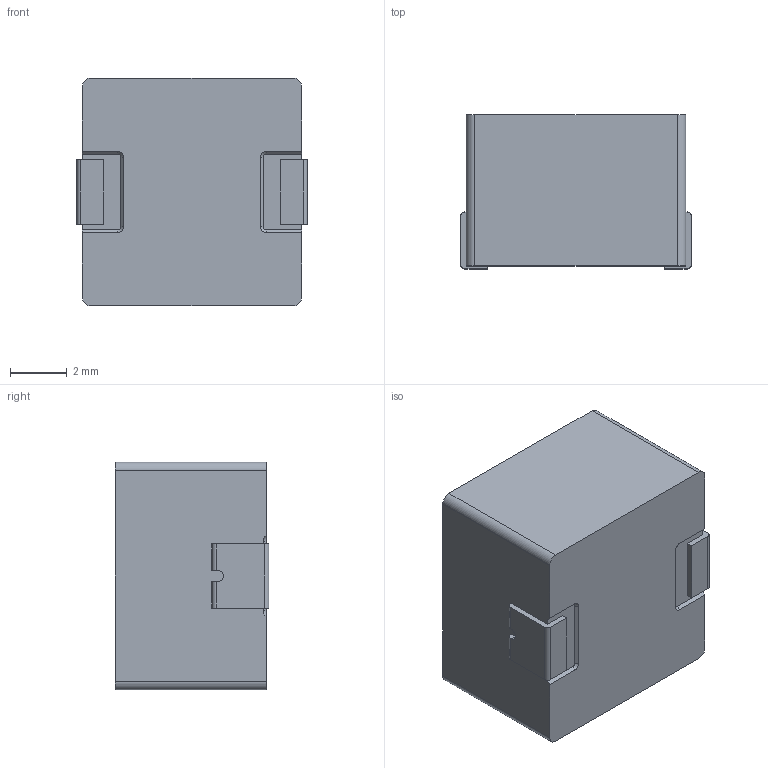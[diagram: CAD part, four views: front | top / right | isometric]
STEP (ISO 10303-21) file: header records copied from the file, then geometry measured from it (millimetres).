
FILE_DESCRIPTION (( 'STEP AP214' ), '1' );
FILE_NAME ('HCM1A0805-R.STEP', '2020-08-21T08:18:12', ( '' ), ( '' ), 'SwSTEP 2.0', 'SolidWorks 2016', '' );
FILE_SCHEMA (( 'AUTOMOTIVE_DESIGN' ));
Length unit declared in the file: millimetre
Products named in the file (1): HCM1A0805-R
Bounding box: 8.1 x 5.4 x 8 mm (x, y, z)
Volume: 327.7 mm3; surface area: 292.1 mm2
Topology: 1 solids, 1 shells, 48 faces, 138 edges, 92 vertices
Faces by surface type: plane 32, cylinder 12, cone 4
Entity records: 2136 total; most frequent: CARTESIAN_POINT 279, ORIENTED_EDGE 276, DIRECTION 268, EDGE_CURVE 138, LINE 106, VECTOR 106, VERTEX_POINT 92, AXIS2_PLACEMENT_3D 81
